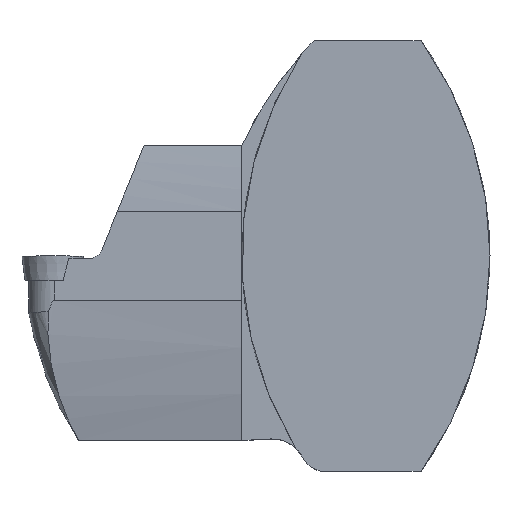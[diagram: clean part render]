
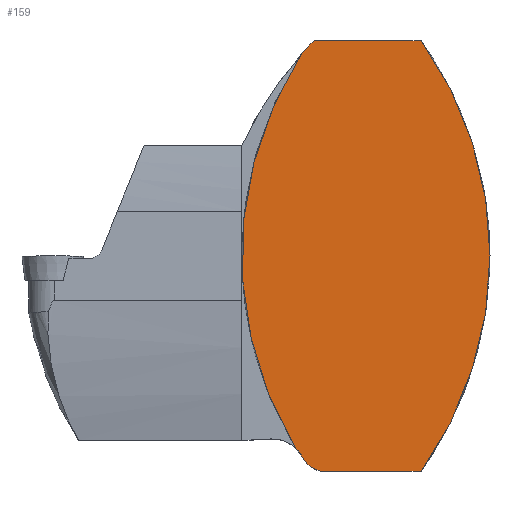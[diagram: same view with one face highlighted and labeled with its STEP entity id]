
A CAD part, top view. The second image highlights one B-rep face of the part: STEP entity #159.
In plain terms, the highlighted planar face has unit normal (0, 0, 1).
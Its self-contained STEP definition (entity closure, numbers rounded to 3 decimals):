
#159=ADVANCED_FACE('',(#223),#202,.T.);
#202=PLANE('',#860);
#223=FACE_OUTER_BOUND('',#253,.T.);
#253=EDGE_LOOP('',(#391,#392,#393,#394,#395,#396,#397));
#314=CIRCLE('',#855,60.25);
#315=CIRCLE('',#856,5.5);
#316=CIRCLE('',#857,5.);
#317=CIRCLE('',#858,60.25);
#318=CIRCLE('',#859,60.5);
#391=ORIENTED_EDGE('',*,*,#638,.T.);
#392=ORIENTED_EDGE('',*,*,#639,.T.);
#393=ORIENTED_EDGE('',*,*,#640,.T.);
#394=ORIENTED_EDGE('',*,*,#635,.F.);
#395=ORIENTED_EDGE('',*,*,#641,.F.);
#396=ORIENTED_EDGE('',*,*,#642,.T.);
#397=ORIENTED_EDGE('',*,*,#643,.F.);
#567=VERTEX_POINT('',#1293);
#568=VERTEX_POINT('',#1294);
#569=VERTEX_POINT('',#1299);
#570=VERTEX_POINT('',#1300);
#571=VERTEX_POINT('',#1302);
#572=VERTEX_POINT('',#1305);
#573=VERTEX_POINT('',#1307);
#635=EDGE_CURVE('',#567,#568,#714,.T.);
#638=EDGE_CURVE('',#569,#570,#314,.T.);
#639=EDGE_CURVE('',#570,#571,#315,.T.);
#640=EDGE_CURVE('',#571,#568,#316,.T.);
#641=EDGE_CURVE('',#572,#567,#317,.T.);
#642=EDGE_CURVE('',#572,#573,#717,.T.);
#643=EDGE_CURVE('',#569,#573,#318,.T.);
#714=LINE('',#1292,#757);
#717=LINE('',#1306,#760);
#757=VECTOR('',#979,1.);
#760=VECTOR('',#992,1.);
#855=AXIS2_PLACEMENT_3D('',#1298,#984,#985);
#856=AXIS2_PLACEMENT_3D('',#1301,#986,#987);
#857=AXIS2_PLACEMENT_3D('',#1303,#988,#989);
#858=AXIS2_PLACEMENT_3D('',#1304,#990,#991);
#859=AXIS2_PLACEMENT_3D('',#1308,#993,#994);
#860=AXIS2_PLACEMENT_3D('',#1309,#995,#996);
#979=DIRECTION('',(-1.,0.,0.));
#984=DIRECTION('',(0.,0.,1.));
#985=DIRECTION('',(-1.,0.,0.));
#986=DIRECTION('',(0.,0.,-1.));
#987=DIRECTION('',(-1.,0.,0.));
#988=DIRECTION('',(0.,0.,1.));
#989=DIRECTION('',(-1.,0.,0.));
#990=DIRECTION('',(0.,0.,-1.));
#991=DIRECTION('',(-1.,0.,0.));
#992=DIRECTION('',(-1.,0.,0.));
#993=DIRECTION('',(0.,0.,-1.));
#994=DIRECTION('',(-1.,0.,0.));
#995=DIRECTION('',(0.,0.,1.));
#996=DIRECTION('',(-1.,0.,0.));
#1292=CARTESIAN_POINT('',(20.25,-35.,0.5));
#1293=CARTESIAN_POINT('',(8.891,-35.,0.5));
#1294=CARTESIAN_POINT('',(-7.5,-35.,0.5));
#1298=CARTESIAN_POINT('',(40.,0.,0.5));
#1299=CARTESIAN_POINT('',(-10.502,32.857,0.5));
#1300=CARTESIAN_POINT('',(-11.487,-31.292,0.5));
#1301=CARTESIAN_POINT('',(-15.306,-35.249,0.5));
#1302=CARTESIAN_POINT('',(-10.484,-32.604,0.5));
#1303=CARTESIAN_POINT('',(-6.1,-30.2,0.5));
#1304=CARTESIAN_POINT('',(-40.15,0.,0.5));
#1305=CARTESIAN_POINT('',(8.891,35.,0.5));
#1306=CARTESIAN_POINT('',(20.25,35.,0.5));
#1307=CARTESIAN_POINT('',(-8.502,35.,0.5));
#1308=CARTESIAN_POINT('',(34.71,-7.344,0.5));
#1309=CARTESIAN_POINT('',(20.25,35.,0.5));
